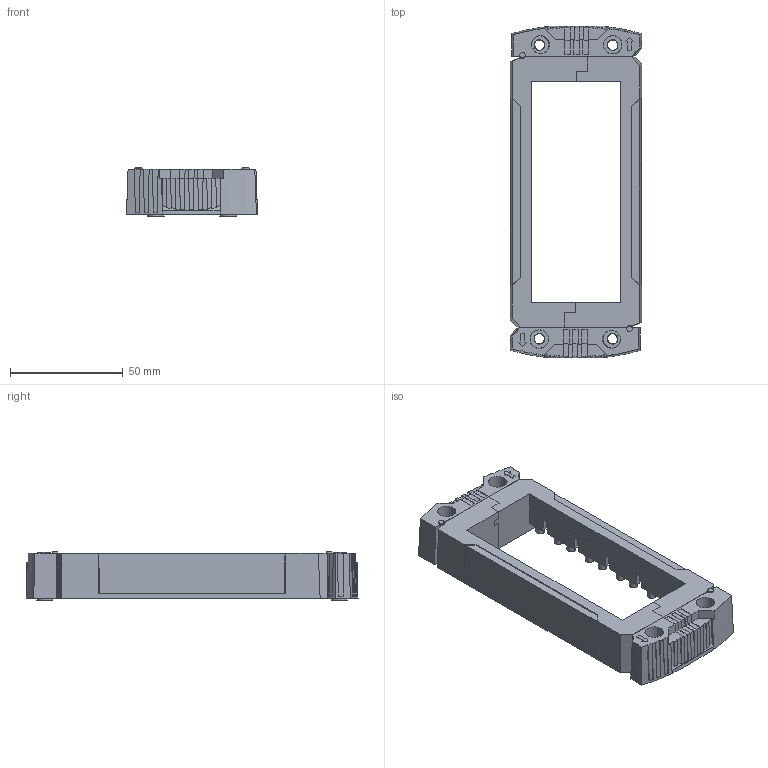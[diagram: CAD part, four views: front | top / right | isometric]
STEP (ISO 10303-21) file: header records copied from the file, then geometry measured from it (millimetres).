
FILE_DESCRIPTION(('Creo Elements/Direct Modeling STEP Export'),'2;1');
FILE_NAME('model.stp','2021-04-01T10:50:32',(''),(''),'Creo Elements/Direct Modeling STEP processor for AP214 (Solid Model)','Creo Elements/Direct Modeling 20.1D 10-Oct-2020 (C) Parametric Technology GmbH','');
FILE_SCHEMA(('AUTOMOTIVE_DESIGN { 1 0 10303 214 1 1 1 1 }'));
Length unit declared in the file: millimetre
Products named in the file (3): CES_B24_HFFS_A-select; CES_B24_HFFS_B-select; CES_B24_HFFS_PLBK-select
Assembly tree (2 placements, depth 2):
  CES_B24_HFFS_PLBK-select
    CES_B24_HFFS_B-select
    CES_B24_HFFS_A-select
Bounding box: 58 x 146.96 x 21.25 mm (x, y, z)
Volume: 71782.4 mm3; surface area: 39397.2 mm2
Topology: 2 solids, 2 shells, 650 faces, 1914 edges, 1290 vertices
Faces by surface type: plane 462, cylinder 94, cone 66, extrusion 28
Entity records: 30237 total; most frequent: CARTESIAN_POINT 8261, ORIENTED_EDGE 3828, DIRECTION 2944, EDGE_CURVE 1914, VECTOR 1330, LINE 1302, VERTEX_POINT 1290, AXIS2_PLACEMENT_3D 807
